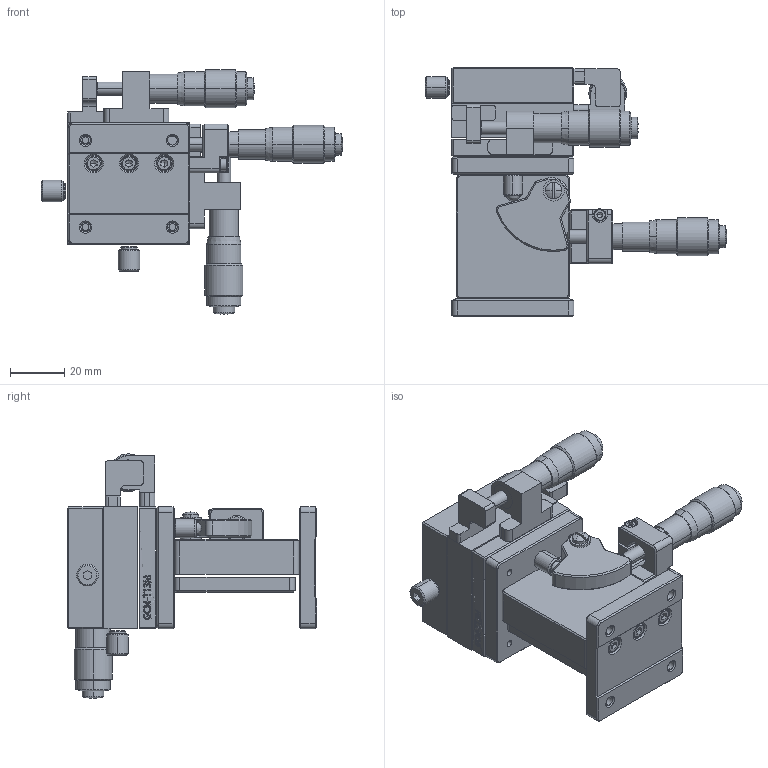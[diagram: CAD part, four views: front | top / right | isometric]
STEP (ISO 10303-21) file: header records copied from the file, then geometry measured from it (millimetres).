
FILE_DESCRIPTION (( 'STEP AP203' ), '1' );
FILE_NAME ('GCM-901601M.STEP', '2019-05-16T06:49:51', ( '' ), ( '' ), 'SwSTEP 2.0', 'SolidWorks 2015', '' );
FILE_SCHEMA (( 'CONFIG_CONTROL_DESIGN' ));
Length unit declared in the file: millimetre
Products named in the file (3): GCM-VC10M; GCM-T13M2L; GCM-901601M
Assembly tree (2 placements, depth 2):
  GCM-901601M
    GCM-VC10M
    GCM-T13M2L
Bounding box: 111.1 x 92 x 90.12 mm (x, y, z)
Surface area: 50324.4 mm2 (no closed solid volume)
Topology: 0 solids, 34 shells, 711 faces, 1851 edges, 1178 vertices
Faces by surface type: plane 329, cylinder 192, cone 127, bspline 63
Entity records: 25349 total; most frequent: CARTESIAN_POINT 8048, DIRECTION 3504, ORIENTED_EDGE 3427, EDGE_CURVE 1826, AXIS2_PLACEMENT_3D 1243, VERTEX_POINT 1178, VECTOR 1018, LINE 1018
